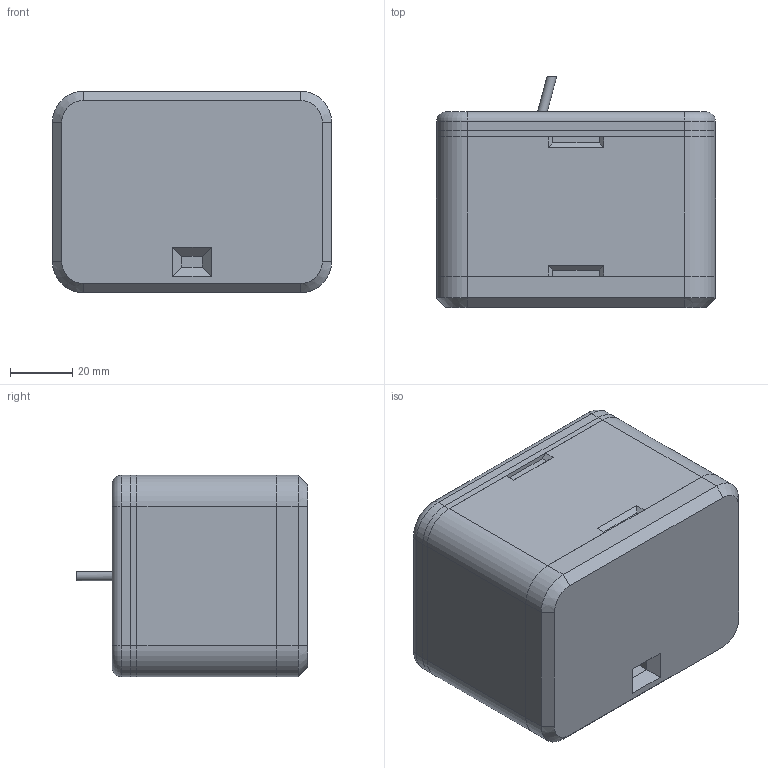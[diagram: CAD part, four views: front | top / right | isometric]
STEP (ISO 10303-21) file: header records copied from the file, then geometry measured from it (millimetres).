
FILE_DESCRIPTION(/* description */ (''),/* implementation_level */ '2;1');
FILE_NAME(/* name */ 'Useless_box_complete.step',/* time_stamp */ '2021-08-23T00:36:03+02:00',/* author */ (''),/* organization */ (''),/* preprocessor_version */ 'ST-DEVELOPER v18.1',/* originating_system */ 'Autodesk Translation Framework v10.9.0.1377',/* authorisation */ '');
FILE_SCHEMA (('AUTOMOTIVE_DESIGN { 1 0 10303 214 3 1 1 }'));
Length unit declared in the file: millimetre
Products named in the file (14): Useless_box; bottom_body; battery_pack; center_body; top_spacer; top_cover; lid; Servo 5Gram Hextronic; Hex5g Servo; Body; M1.6x3-Screw; UselessBox_hook; switch (1); spacer
Assembly tree (13 placements, depth 3):
  Useless_box
    bottom_body
    battery_pack
    center_body
    top_spacer
    top_cover
      lid
    Servo 5Gram Hextronic
      Hex5g Servo
      Body
      M1.6x3-Screw
    UselessBox_hook
    switch (1)
      spacer
Bounding box: 90 x 74.5 x 65 mm (x, y, z)
Volume: 197705.4 mm3; surface area: 87585.8 mm2
Topology: 13 solids, 13 shells, 420 faces, 1019 edges, 662 vertices
Faces by surface type: plane 280, cylinder 116, cone 10, sphere 9, torus 5
Full cylindrical faces by diameter (mm): 0.8 x5, 1.3 x1, 1.6 x1, 1.9 x6, 2 x2, 2.1 x2, 2.2 x6, 2.3 x1, 3 x1, 3.2 x1, 4 x1, 5 x1, 6 x1, 6.5 x1, 7 x1, 7.5 x1, 10 x1
Entity records: 13101 total; most frequent: CARTESIAN_POINT 2559, DIRECTION 2163, ORIENTED_EDGE 2036, EDGE_CURVE 1018, AXIS2_PLACEMENT_3D 722, LINE 719, VECTOR 719, VERTEX_POINT 662
